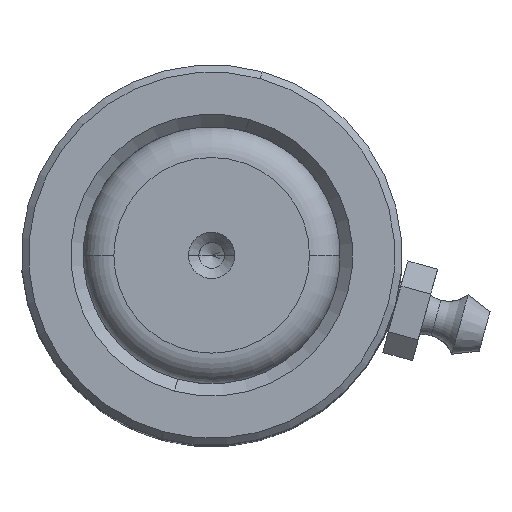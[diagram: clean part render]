
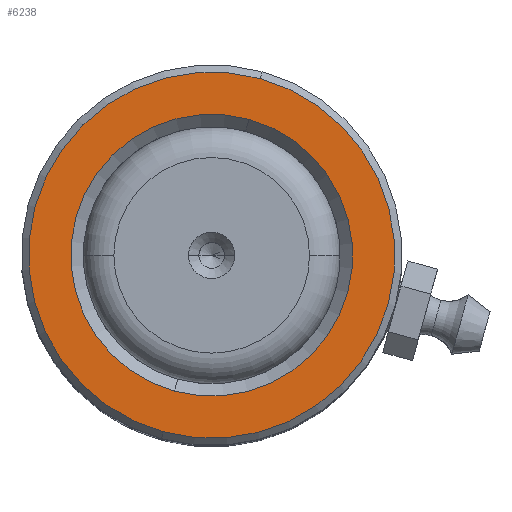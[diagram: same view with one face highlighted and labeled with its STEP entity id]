
A CAD part, top view. The second image highlights one B-rep face of the part: STEP entity #6238.
In plain terms, the highlighted planar face has unit normal (0, 0, 1).
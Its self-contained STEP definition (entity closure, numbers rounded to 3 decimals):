
#236 = DIRECTION ( 'NONE',  ( 0., 0., -1. ) ) ;
#484 = DIRECTION ( 'NONE',  ( 0., 0., -1. ) ) ;
#1011 = DIRECTION ( 'NONE',  ( 0., 0., 1. ) ) ;
#1201 = CIRCLE ( 'NONE', #5997, 13.7 ) ;
#1597 = EDGE_CURVE ( 'NONE', #8715, #5864, #3589, .T. ) ;
#1655 = EDGE_CURVE ( 'NONE', #5864, #8715, #1201, .T. ) ;
#1824 = CARTESIAN_POINT ( 'NONE',  ( 0., 0., 80. ) ) ;
#1835 = AXIS2_PLACEMENT_3D ( 'NONE', #7612, #2829, #8279 ) ;
#1882 = DIRECTION ( 'NONE',  ( 1., 0., 0. ) ) ;
#2406 = AXIS2_PLACEMENT_3D ( 'NONE', #4374, #1011, #4482 ) ;
#2598 = VERTEX_POINT ( 'NONE', #6508 ) ;
#2611 = EDGE_LOOP ( 'NONE', ( #8109, #8410 ) ) ;
#2829 = DIRECTION ( 'NONE',  ( 0., 0., 1. ) ) ;
#3589 = CIRCLE ( 'NONE', #8942, 13.7 ) ;
#4188 = VERTEX_POINT ( 'NONE', #4666 ) ;
#4255 = FACE_BOUND ( 'NONE', #2611, .T. ) ;
#4374 = CARTESIAN_POINT ( 'NONE',  ( 0., 0., 80. ) ) ;
#4482 = DIRECTION ( 'NONE',  ( 1., 0., 0. ) ) ;
#4666 = CARTESIAN_POINT ( 'NONE',  ( 17.8, 0., 80. ) ) ;
#4891 = PLANE ( 'NONE',  #1835 ) ;
#5540 = CARTESIAN_POINT ( 'NONE',  ( -13.7, 0., 80. ) ) ;
#5761 = DIRECTION ( 'NONE',  ( 1., 0., 0. ) ) ;
#5864 = VERTEX_POINT ( 'NONE', #8435 ) ;
#5997 = AXIS2_PLACEMENT_3D ( 'NONE', #1824, #484, #1882 ) ;
#6040 = DIRECTION ( 'NONE',  ( 0., 0., 1. ) ) ;
#6083 = CIRCLE ( 'NONE', #2406, 17.8 ) ;
#6108 = AXIS2_PLACEMENT_3D ( 'NONE', #8782, #6040, #7379 ) ;
#6238 = ADVANCED_FACE ( 'NONE', ( #7803, #4255 ), #4891, .T. ) ;
#6418 = ORIENTED_EDGE ( 'NONE', *, *, #6733, .T. ) ;
#6508 = CARTESIAN_POINT ( 'NONE',  ( -17.8, 0., 80. ) ) ;
#6733 = EDGE_CURVE ( 'NONE', #4188, #2598, #6083, .T. ) ;
#6945 = CIRCLE ( 'NONE', #6108, 17.8 ) ;
#6984 = ORIENTED_EDGE ( 'NONE', *, *, #7250, .T. ) ;
#7250 = EDGE_CURVE ( 'NONE', #2598, #4188, #6945, .T. ) ;
#7379 = DIRECTION ( 'NONE',  ( 1., 0., 0. ) ) ;
#7612 = CARTESIAN_POINT ( 'NONE',  ( 0., 0., 80. ) ) ;
#7803 = FACE_OUTER_BOUND ( 'NONE', #8851, .T. ) ;
#8109 = ORIENTED_EDGE ( 'NONE', *, *, #1655, .T. ) ;
#8279 = DIRECTION ( 'NONE',  ( 1., 0., 0. ) ) ;
#8410 = ORIENTED_EDGE ( 'NONE', *, *, #1597, .T. ) ;
#8435 = CARTESIAN_POINT ( 'NONE',  ( 13.7, 0., 80. ) ) ;
#8489 = CARTESIAN_POINT ( 'NONE',  ( 0., 0., 80. ) ) ;
#8715 = VERTEX_POINT ( 'NONE', #5540 ) ;
#8782 = CARTESIAN_POINT ( 'NONE',  ( 0., 0., 80. ) ) ;
#8851 = EDGE_LOOP ( 'NONE', ( #6984, #6418 ) ) ;
#8942 = AXIS2_PLACEMENT_3D ( 'NONE', #8489, #236, #5761 ) ;
